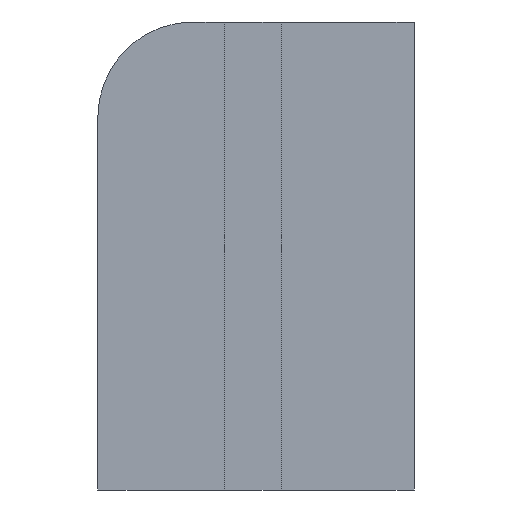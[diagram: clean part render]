
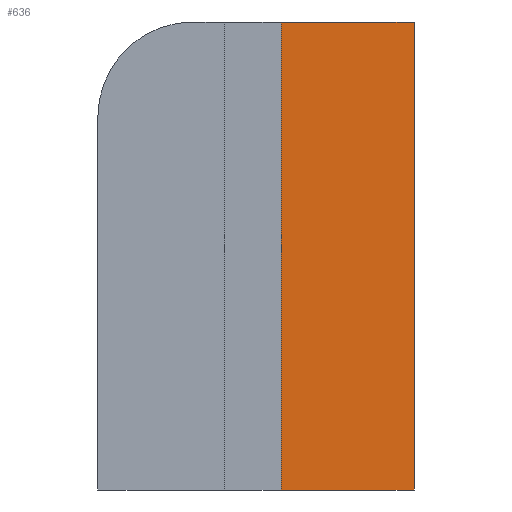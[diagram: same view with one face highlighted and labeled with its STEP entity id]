
A CAD part, left-side view. The second image highlights one B-rep face of the part: STEP entity #636.
In plain terms, the highlighted planar face has unit normal (-1, 0, 0).
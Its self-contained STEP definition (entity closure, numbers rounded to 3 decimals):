
#41=PLANE('',#698);
#76=FACE_OUTER_BOUND('',#113,.T.);
#113=EDGE_LOOP('',(#546,#547,#548,#549));
#137=LINE('',#915,#214);
#159=LINE('',#975,#236);
#178=LINE('',#1012,#255);
#179=LINE('',#1014,#256);
#214=VECTOR('',#737,10.);
#236=VECTOR('',#793,10.);
#255=VECTOR('',#830,10.);
#256=VECTOR('',#833,10.);
#301=VERTEX_POINT('',#912);
#302=VERTEX_POINT('',#914);
#323=VERTEX_POINT('',#974);
#332=VERTEX_POINT('',#1010);
#361=EDGE_CURVE('',#301,#302,#137,.T.);
#391=EDGE_CURVE('',#323,#302,#159,.T.);
#410=EDGE_CURVE('',#332,#301,#178,.T.);
#411=EDGE_CURVE('',#323,#332,#179,.T.);
#546=ORIENTED_EDGE('',*,*,#410,.F.);
#547=ORIENTED_EDGE('',*,*,#411,.F.);
#548=ORIENTED_EDGE('',*,*,#391,.T.);
#549=ORIENTED_EDGE('',*,*,#361,.F.);
#636=ADVANCED_FACE('',(#76),#41,.T.);
#698=AXIS2_PLACEMENT_3D('',#1013,#831,#832);
#737=DIRECTION('',(0.,-1.,0.));
#793=DIRECTION('',(0.,0.,1.));
#830=DIRECTION('',(0.,0.,1.));
#831=DIRECTION('center_axis',(-1.,0.,0.));
#832=DIRECTION('ref_axis',(0.,1.,0.));
#833=DIRECTION('',(0.,1.,0.));
#912=CARTESIAN_POINT('',(-9.9,-135.9,21.06));
#914=CARTESIAN_POINT('',(-9.9,-140.1,21.06));
#915=CARTESIAN_POINT('',(-9.9,-130.1,21.06));
#974=CARTESIAN_POINT('',(-9.9,-140.1,6.26));
#975=CARTESIAN_POINT('',(-9.9,-140.1,18.06));
#1010=CARTESIAN_POINT('',(-9.9,-135.9,6.26));
#1012=CARTESIAN_POINT('',(-9.9,-135.9,18.06));
#1013=CARTESIAN_POINT('Origin',(-9.9,-140.1,18.06));
#1014=CARTESIAN_POINT('',(-9.9,-130.1,6.26));
